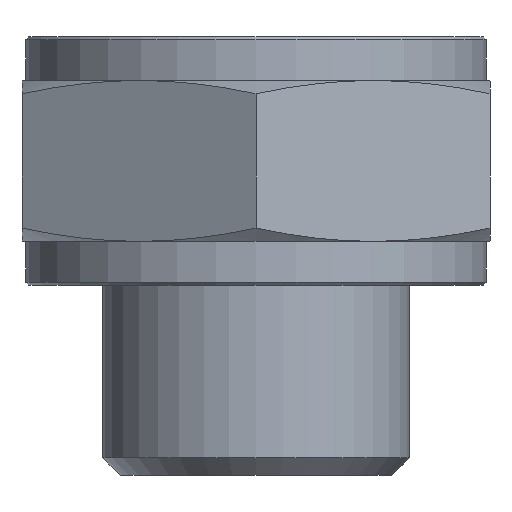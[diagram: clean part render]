
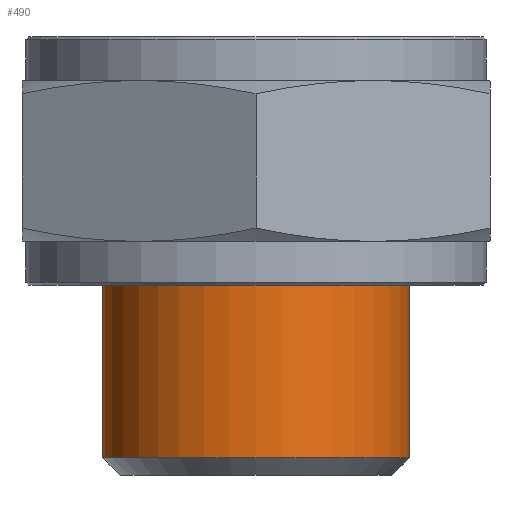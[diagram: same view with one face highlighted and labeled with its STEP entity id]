
A CAD part, front view. The second image highlights one B-rep face of the part: STEP entity #490.
In plain terms, the highlighted cylindrical face has radius 10.477 mm (diameter 20.955 mm), a full revolution.
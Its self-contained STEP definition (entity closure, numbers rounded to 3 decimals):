
#73=CYLINDRICAL_SURFACE('',#552,10.478);
#88=FACE_BOUND('',#170,.T.);
#122=FACE_OUTER_BOUND('',#169,.T.);
#169=EDGE_LOOP('',(#406));
#170=EDGE_LOOP('',(#407));
#199=CIRCLE('',#546,10.478);
#201=CIRCLE('',#553,10.478);
#238=VERTEX_POINT('',#1150);
#240=VERTEX_POINT('',#1159);
#295=EDGE_CURVE('',#238,#238,#199,.T.);
#297=EDGE_CURVE('',#240,#240,#201,.T.);
#406=ORIENTED_EDGE('',*,*,#297,.T.);
#407=ORIENTED_EDGE('',*,*,#295,.F.);
#490=ADVANCED_FACE('',(#122,#88),#73,.T.);
#546=AXIS2_PLACEMENT_3D('',#1151,#666,#667);
#552=AXIS2_PLACEMENT_3D('',#1158,#678,#679);
#553=AXIS2_PLACEMENT_3D('',#1160,#680,#681);
#666=DIRECTION('center_axis',(0.,0.,1.));
#667=DIRECTION('ref_axis',(0.,1.,0.));
#678=DIRECTION('center_axis',(0.,0.,1.));
#679=DIRECTION('ref_axis',(1.,0.,0.));
#680=DIRECTION('center_axis',(0.,0.,1.));
#681=DIRECTION('ref_axis',(1.,0.,0.));
#1150=CARTESIAN_POINT('',(0.,10.478,-8.5));
#1151=CARTESIAN_POINT('Origin',(0.,0.,-8.5));
#1158=CARTESIAN_POINT('Origin',(0.,0.,-21.5));
#1159=CARTESIAN_POINT('',(10.478,0.,-20.3));
#1160=CARTESIAN_POINT('Origin',(0.,0.,-20.3));
